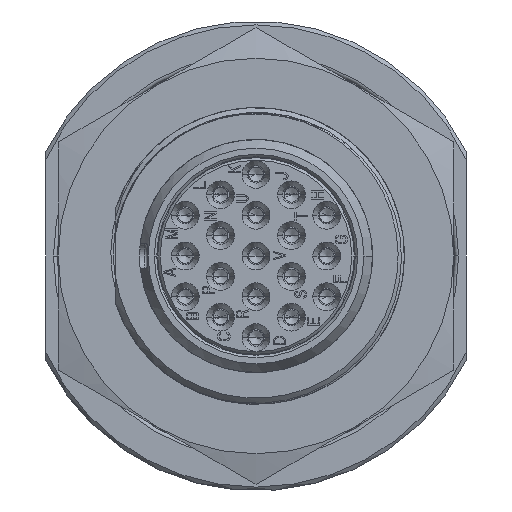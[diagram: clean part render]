
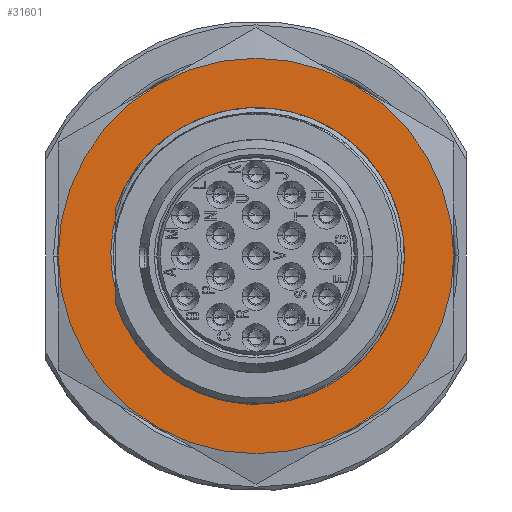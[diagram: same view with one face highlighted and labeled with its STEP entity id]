
A CAD part, left-side view. The second image highlights one B-rep face of the part: STEP entity #31601.
In plain terms, the highlighted planar face has unit normal (-1, 0, 0).
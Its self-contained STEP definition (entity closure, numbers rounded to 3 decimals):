
#682=CARTESIAN_POINT('',(17.5,-5.426,10.617));
#683=CARTESIAN_POINT('',(17.5,-5.676,10.496));
#684=CARTESIAN_POINT('',(17.5,-6.166,10.239));
#685=CARTESIAN_POINT('',(17.5,-6.875,9.8));
#686=CARTESIAN_POINT('',(17.5,-7.551,9.314));
#687=CARTESIAN_POINT('',(17.5,-7.979,8.959));
#688=CARTESIAN_POINT('',(17.5,-8.187,8.773));
#889=CARTESIAN_POINT('',(17.5,-8.187,-8.773));
#890=CARTESIAN_POINT('',(17.5,-7.948,-8.987));
#891=CARTESIAN_POINT('',(17.5,-7.454,-9.393));
#892=CARTESIAN_POINT('',(17.5,-6.667,-9.94));
#893=CARTESIAN_POINT('',(17.5,-5.843,-10.42));
#894=CARTESIAN_POINT('',(17.5,-4.981,-10.834));
#895=CARTESIAN_POINT('',(17.5,-4.093,-11.176));
#896=CARTESIAN_POINT('',(17.5,-3.18,-11.447));
#897=CARTESIAN_POINT('',(17.5,-2.25,-11.643));
#898=CARTESIAN_POINT('',(17.5,-1.31,-11.764));
#899=CARTESIAN_POINT('',(17.5,-0.362,-11.809));
#900=CARTESIAN_POINT('',(17.5,0.583,-11.778));
#901=CARTESIAN_POINT('',(17.5,1.522,-11.671));
#902=CARTESIAN_POINT('',(17.5,2.449,-11.49));
#903=CARTESIAN_POINT('',(17.5,3.355,-11.235));
#904=CARTESIAN_POINT('',(17.5,4.239,-10.909));
#905=CARTESIAN_POINT('',(17.5,5.09,-10.514));
#906=CARTESIAN_POINT('',(17.5,5.907,-10.052));
#907=CARTESIAN_POINT('',(17.5,6.684,-9.526));
#908=CARTESIAN_POINT('',(17.5,7.169,-9.137));
#909=CARTESIAN_POINT('',(17.5,7.405,-8.932));
#937=CARTESIAN_POINT('',(17.5,0.,0.));
#938=DIRECTION('',(1.,0.,0.));
#939=DIRECTION('',(0.,-0.5,0.866));
#940=AXIS2_PLACEMENT_3D('',#937,#938,#939);
#942=CARTESIAN_POINT('',(17.5,0.,0.));
#943=DIRECTION('',(1.,0.,0.));
#944=DIRECTION('',(0.,-1.,0.));
#945=AXIS2_PLACEMENT_3D('',#942,#943,#944);
#947=CARTESIAN_POINT('',(17.5,0.,0.));
#948=DIRECTION('',(1.,0.,0.));
#949=DIRECTION('',(0.,0.5,-0.866));
#950=AXIS2_PLACEMENT_3D('',#947,#948,#949);
#952=CARTESIAN_POINT('',(17.5,0.,0.));
#953=DIRECTION('',(1.,0.,0.));
#954=DIRECTION('',(0.,1.,0.));
#955=AXIS2_PLACEMENT_3D('',#952,#953,#954);
#957=CARTESIAN_POINT('',(17.5,0.,12.));
#958=CARTESIAN_POINT('',(17.5,-0.316,11.996));
#959=CARTESIAN_POINT('',(17.5,-0.944,11.962));
#960=CARTESIAN_POINT('',(17.5,-1.879,11.839));
#961=CARTESIAN_POINT('',(17.5,-2.802,11.642));
#962=CARTESIAN_POINT('',(17.5,-3.705,11.373));
#963=CARTESIAN_POINT('',(17.5,-4.584,11.034));
#964=CARTESIAN_POINT('',(17.5,-5.149,10.764));
#965=CARTESIAN_POINT('',(17.5,-5.426,10.617));
#967=CARTESIAN_POINT('',(17.5,7.405,-8.932));
#968=CARTESIAN_POINT('',(17.5,7.661,-8.726));
#969=CARTESIAN_POINT('',(17.5,8.154,-8.293));
#970=CARTESIAN_POINT('',(17.5,8.837,-7.582));
#971=CARTESIAN_POINT('',(17.5,9.459,-6.814));
#972=CARTESIAN_POINT('',(17.5,10.013,-5.996));
#973=CARTESIAN_POINT('',(17.5,10.497,-5.134));
#974=CARTESIAN_POINT('',(17.5,10.906,-4.232));
#975=CARTESIAN_POINT('',(17.5,11.238,-3.299));
#976=CARTESIAN_POINT('',(17.5,11.491,-2.34));
#977=CARTESIAN_POINT('',(17.5,11.661,-1.362));
#978=CARTESIAN_POINT('',(17.5,11.748,-0.372));
#979=CARTESIAN_POINT('',(17.5,11.751,0.622));
#980=CARTESIAN_POINT('',(17.5,11.67,1.614));
#981=CARTESIAN_POINT('',(17.5,11.506,2.596));
#982=CARTESIAN_POINT('',(17.5,11.259,3.562));
#983=CARTESIAN_POINT('',(17.5,10.931,4.504));
#984=CARTESIAN_POINT('',(17.5,10.524,5.416));
#985=CARTESIAN_POINT('',(17.5,10.042,6.292));
#986=CARTESIAN_POINT('',(17.5,9.487,7.124));
#987=CARTESIAN_POINT('',(17.5,8.863,7.907));
#988=CARTESIAN_POINT('',(17.5,8.174,8.636));
#989=CARTESIAN_POINT('',(17.5,7.427,9.304));
#990=CARTESIAN_POINT('',(17.5,6.625,9.908));
#991=CARTESIAN_POINT('',(17.5,5.774,10.442));
#992=CARTESIAN_POINT('',(17.5,4.881,10.903));
#993=CARTESIAN_POINT('',(17.5,3.95,11.288));
#994=CARTESIAN_POINT('',(17.5,2.991,11.593));
#995=CARTESIAN_POINT('',(17.5,2.008,11.818));
#996=CARTESIAN_POINT('',(17.5,1.008,11.958));
#997=CARTESIAN_POINT('',(17.5,0.337,11.995));
#998=CARTESIAN_POINT('',(17.5,0.,12.));
#1000=CARTESIAN_POINT('',(17.5,0.,0.));
#1001=DIRECTION('',(-1.,0.,0.));
#1002=DIRECTION('',(0.,-0.5,0.866));
#1003=AXIS2_PLACEMENT_3D('',#1000,#1001,#1002);
#2033=CARTESIAN_POINT('',(17.5,0.,0.));
#2034=DIRECTION('',(-1.,0.,0.));
#2035=DIRECTION('',(0.,0.5,-0.866));
#2036=AXIS2_PLACEMENT_3D('',#2033,#2034,#2035);
#2038=CARTESIAN_POINT('',(17.5,0.,0.));
#2039=DIRECTION('',(1.,0.,0.));
#2040=DIRECTION('',(0.,-0.682,0.731));
#2041=AXIS2_PLACEMENT_3D('',#2038,#2039,#2040);
#25569=CARTESIAN_POINT('',(17.5,-8.,13.856));
#25570=CARTESIAN_POINT('',(17.5,-16.,0.));
#25571=VERTEX_POINT('',#25569);
#25572=VERTEX_POINT('',#25570);
#25573=CARTESIAN_POINT('',(17.5,-8.,-13.856));
#25574=VERTEX_POINT('',#25573);
#25575=CARTESIAN_POINT('',(17.5,8.,-13.856));
#25576=CARTESIAN_POINT('',(17.5,16.,0.));
#25577=VERTEX_POINT('',#25575);
#25578=VERTEX_POINT('',#25576);
#25579=CARTESIAN_POINT('',(17.5,8.,13.856));
#25580=VERTEX_POINT('',#25579);
#25593=CARTESIAN_POINT('',(17.5,-8.187,8.773));
#25594=CARTESIAN_POINT('',(17.5,-8.187,-8.773));
#25595=VERTEX_POINT('',#25593);
#25596=VERTEX_POINT('',#25594);
#25604=VERTEX_POINT('',#682);
#25605=VERTEX_POINT('',#909);
#25608=VERTEX_POINT('',#998);
#31574=CARTESIAN_POINT('',(17.5,0.,0.));
#31575=DIRECTION('',(1.,0.,0.));
#31576=DIRECTION('',(0.,0.,-1.));
#31577=AXIS2_PLACEMENT_3D('',#31574,#31575,#31576);
#31578=PLANE('401',#31577);
#31580=ORIENTED_EDGE('2855',*,*,#31579,.F.);
#31582=ORIENTED_EDGE('2820',*,*,#31581,.T.);
#31584=ORIENTED_EDGE('2821',*,*,#31583,.T.);
#31586=ORIENTED_EDGE('2854',*,*,#31585,.F.);
#31588=ORIENTED_EDGE('2822',*,*,#31587,.T.);
#31590=ORIENTED_EDGE('2823',*,*,#31589,.T.);
#31591=EDGE_LOOP('401',(#31580,#31582,#31584,#31586,#31588,#31590));
#31592=FACE_OUTER_BOUND('401',#31591,.F.);
#31594=ORIENTED_EDGE('2858',*,*,#31593,.F.);
#31595=ORIENTED_EDGE('2871',*,*,#31310,.F.);
#31596=ORIENTED_EDGE('2921',*,*,#31352,.F.);
#31597=ORIENTED_EDGE('2920',*,*,#31411,.F.);
#31598=ORIENTED_EDGE('2873',*,*,#31562,.F.);
#31599=EDGE_LOOP('401',(#31594,#31595,#31596,#31597,#31598));
#31600=FACE_BOUND('401',#31599,.F.);
#689=B_SPLINE_CURVE_WITH_KNOTS('2871',3,(#682,#683,#684,#685,#686,#687,#688),
.UNSPECIFIED.,.F.,.F.,(4,1,1,1,4),(0.,0.25,0.5,0.75,1.),
.UNSPECIFIED.);
#910=B_SPLINE_CURVE_WITH_KNOTS('2873',3,(#889,#890,#891,#892,#893,#894,#895,
#896,#897,#898,#899,#900,#901,#902,#903,#904,#905,#906,#907,#908,#909),
.UNSPECIFIED.,.F.,.F.,(4,1,1,1,1,1,1,1,1,1,1,1,1,1,1,1,1,1,4),(0.,
0.056,0.111,0.167,0.222,
0.278,0.333,0.389,0.444,0.5,
0.556,0.611,0.667,0.722,
0.778,0.833,0.889,0.944,1.),
.UNSPECIFIED.);
#941=CIRCLE('2820',#940,16.);
#946=CIRCLE('2821',#945,16.);
#951=CIRCLE('2822',#950,16.);
#956=CIRCLE('2823',#955,16.);
#966=B_SPLINE_CURVE_WITH_KNOTS('2921',3,(#957,#958,#959,#960,#961,#962,#963,
#964,#965),.UNSPECIFIED.,.F.,.F.,(4,1,1,1,1,1,4),(0.,0.167,
0.333,0.5,0.667,0.833,1.),
.UNSPECIFIED.);
#999=B_SPLINE_CURVE_WITH_KNOTS('2920',3,(#967,#968,#969,#970,#971,#972,#973,
#974,#975,#976,#977,#978,#979,#980,#981,#982,#983,#984,#985,#986,#987,#988,#989,
#990,#991,#992,#993,#994,#995,#996,#997,#998),.UNSPECIFIED.,.F.,.F.,(4,1,1,1,1,
1,1,1,1,1,1,1,1,1,1,1,1,1,1,1,1,1,1,1,1,1,1,1,1,4),(0.,0.034,
0.069,0.103,0.138,0.172,
0.207,0.241,0.276,0.31,
0.345,0.379,0.414,0.448,
0.483,0.517,0.552,0.586,
0.621,0.655,0.69,0.724,
0.759,0.793,0.828,0.862,
0.897,0.931,0.966,1.),.UNSPECIFIED.);
#1004=CIRCLE('2855',#1003,16.);
#2037=CIRCLE('2854',#2036,16.);
#2042=CIRCLE('2858',#2041,12.);
#31310=EDGE_CURVE('2871',#25604,#25595,#689,.T.);
#31352=EDGE_CURVE('2921',#25608,#25604,#966,.T.);
#31411=EDGE_CURVE('2920',#25605,#25608,#999,.T.);
#31562=EDGE_CURVE('2873',#25596,#25605,#910,.T.);
#31579=EDGE_CURVE('2855',#25571,#25580,#1004,.T.);
#31581=EDGE_CURVE('2820',#25571,#25572,#941,.T.);
#31583=EDGE_CURVE('2821',#25572,#25574,#946,.T.);
#31585=EDGE_CURVE('2854',#25577,#25574,#2037,.T.);
#31587=EDGE_CURVE('2822',#25577,#25578,#951,.T.);
#31589=EDGE_CURVE('2823',#25578,#25580,#956,.T.);
#31593=EDGE_CURVE('2858',#25595,#25596,#2042,.T.);
#31601=ADVANCED_FACE('401',(#31592,#31600),#31578,.F.);
